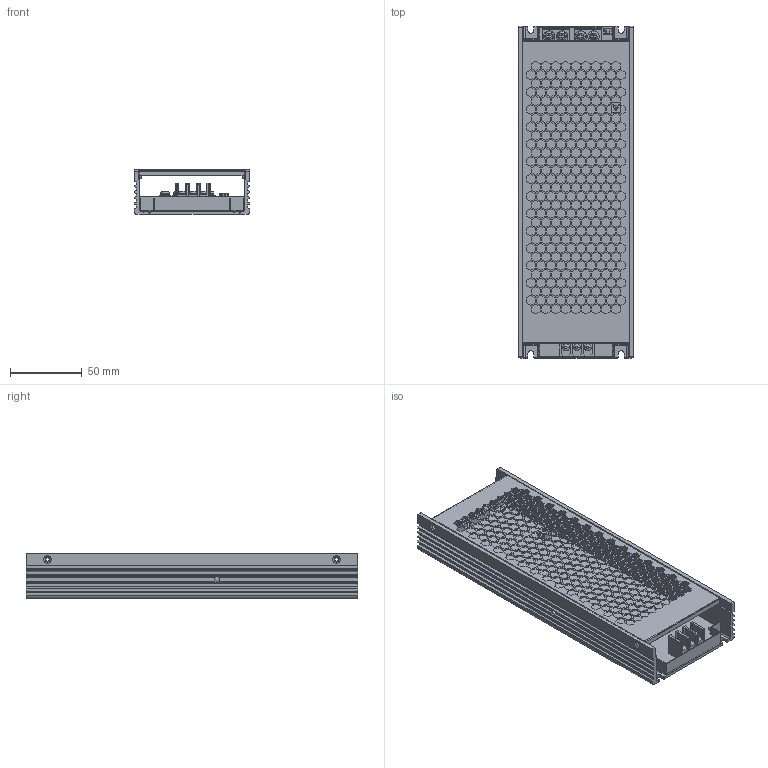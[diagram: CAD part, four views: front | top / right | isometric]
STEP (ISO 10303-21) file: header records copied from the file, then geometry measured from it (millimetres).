
FILE_DESCRIPTION(('Creo Elements/Direct Modeling STEP Export'),'2;1');
FILE_NAME('UHP-500.stp','2018-02-02T11:50:36',(''),(''),'PTC Creo Elements/Direct Modeling STEP processor for AP214 (Solid Model)','PTC Creo Elements/Direct Modeling 19.0 09-May-2014 (C) Parametric Technology GmbH','');
FILE_SCHEMA(('AUTOMOTIVE_DESIGN { 1 0 10303 214 1 1 1 1 }'));
Length unit declared in the file: millimetre
Products named in the file (21): VR.1; PCB; HSP-300A-T; TZ; TZ.1; TZ.2; TZ.3; TTZ; HSP-300A-D; BASE; 1XX3HSP-300_GAI2015_07_21_.stp; 1; ls; ls1; lsz.1; lsz.2; 1ee4nel-400-2P.1; a1; UHP-500
Assembly tree (21 placements, depth 5):
  UHP-500
    a1
      1ee4nel-400-2P.1  x2
        lsz.2
          ls1
          ls
        lsz.1
          ls1
          ls
        1
      1XX3HSP-300_GAI2015_07_21_.stp
      BASE
        HSP-300A-D
        TTZ
          TZ.3
          TZ.2
          TZ.1
          TZ
      HSP-300A-T
    PCB
    VR.1
Bounding box: 81 x 232 x 31 mm (x, y, z)
Volume: 117475.1 mm3; surface area: 140172.4 mm2
Topology: 18 solids, 21 shells, 2353 faces, 6817 edges, 4530 vertices
Faces by surface type: plane 2107, cylinder 198, torus 30, cone 18
Entity records: 73618 total; most frequent: ORIENTED_EDGE 13070, CARTESIAN_POINT 12961, DIRECTION 11027, EDGE_CURVE 6531, VECTOR 6055, LINE 6055, VERTEX_POINT 4342, EDGE_LOOP 2849
